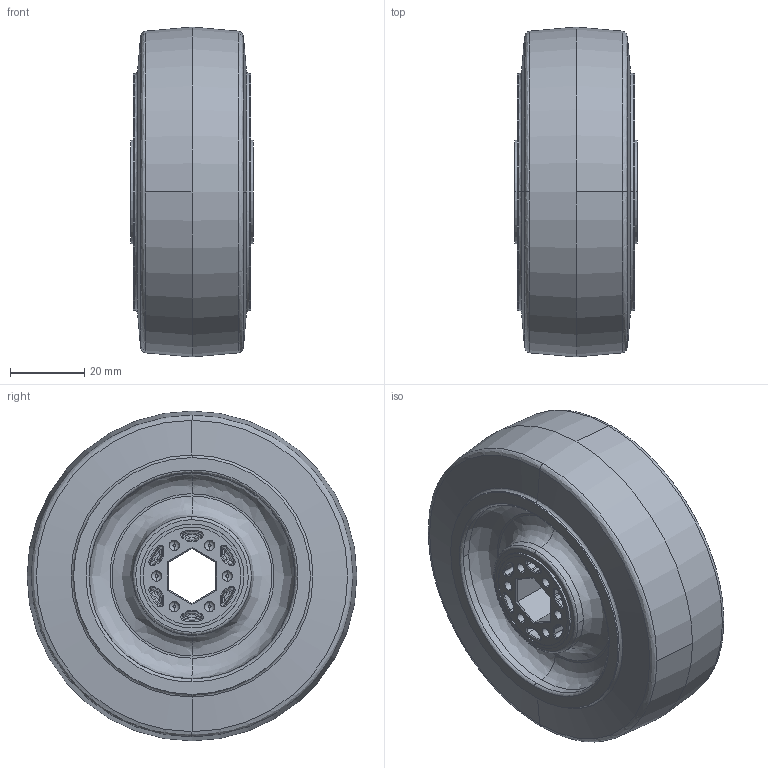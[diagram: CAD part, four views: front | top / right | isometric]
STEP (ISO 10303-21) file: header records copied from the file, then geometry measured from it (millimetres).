
FILE_DESCRIPTION (( 'STEP AP203' ), '1' );
FILE_NAME ('217-4048-STEP-20141030.STEP', '2014-10-30T21:04:03', ( 'IFMI-VEX04' ), ( '' ), 'SwSTEP 2.0', 'SolidWorks 2014', '' );
FILE_SCHEMA (( 'CONFIG_CONTROL_DESIGN' ));
Length unit declared in the file: millimetre
Products named in the file (1): 217-4048-STEP-20141030
Bounding box: 33.1 x 88.9 x 88.9 mm (x, y, z)
Volume: 153485.6 mm3; surface area: 27106.6 mm2
Topology: 1 solids, 25 shells, 599 faces, 1329 edges, 804 vertices
Faces by surface type: bspline 276, cone 123, cylinder 76, plane 76, torus 48
Entity records: 28784 total; most frequent: CARTESIAN_POINT 17479, ORIENTED_EDGE 2642, DIRECTION 1796, EDGE_CURVE 1321, VERTEX_POINT 804, AXIS2_PLACEMENT_3D 758, EDGE_LOOP 633, ADVANCED_FACE 599
